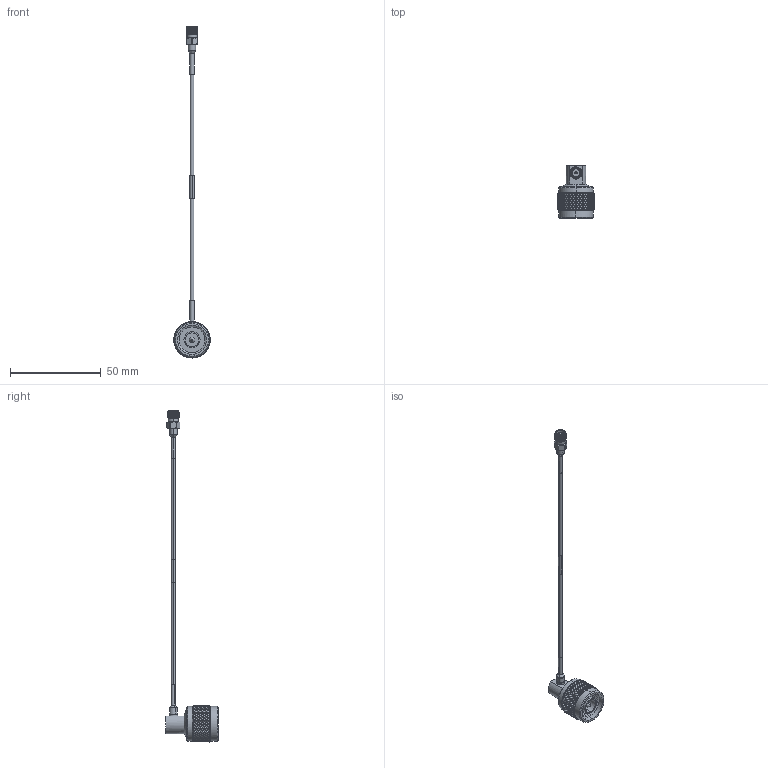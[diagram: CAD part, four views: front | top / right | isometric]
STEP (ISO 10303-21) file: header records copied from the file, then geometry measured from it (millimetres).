
FILE_DESCRIPTION (( 'STEP AP214' ), '1' );
FILE_NAME ('LCCA30548.step', '2020-06-19T21:22:53', ( '' ), ( '' ), 'SwSTEP 2.0', 'SolidWorks 2018', '' );
FILE_SCHEMA (( 'AUTOMOTIVE_DESIGN' ));
Length unit declared in the file: inch
Products named in the file (6): LC085TB (085 FORMABLE); LCCN3044_HS-2; LCCN3052; LCCA30548; LCCN3046; 1AW01-002_.08 ID
Assembly tree (6 placements, depth 2):
  LCCA30548
    LC085TB (085 FORMABLE)
    1AW01-002_.08 ID
    LCCN3044_HS-2  x2
    LCCN3052
    LCCN3046
Bounding box: 20.07 x 29.15 x 183.18 mm (x, y, z)
Volume: 4814.5 mm3; surface area: 6467.7 mm2
Topology: 6 solids, 6 shells, 2373 faces, 4801 edges, 2453 vertices
Faces by surface type: bspline 1607, cylinder 470, cone 260, plane 32, sphere 2, torus 2
Entity records: 87411 total; most frequent: CARTESIAN_POINT 56052, ORIENTED_EDGE 9574, EDGE_CURVE 4787, DIRECTION 2548, VERTEX_POINT 2445, EDGE_LOOP 2380, FACE_OUTER_BOUND 2365, ADVANCED_FACE 2365
